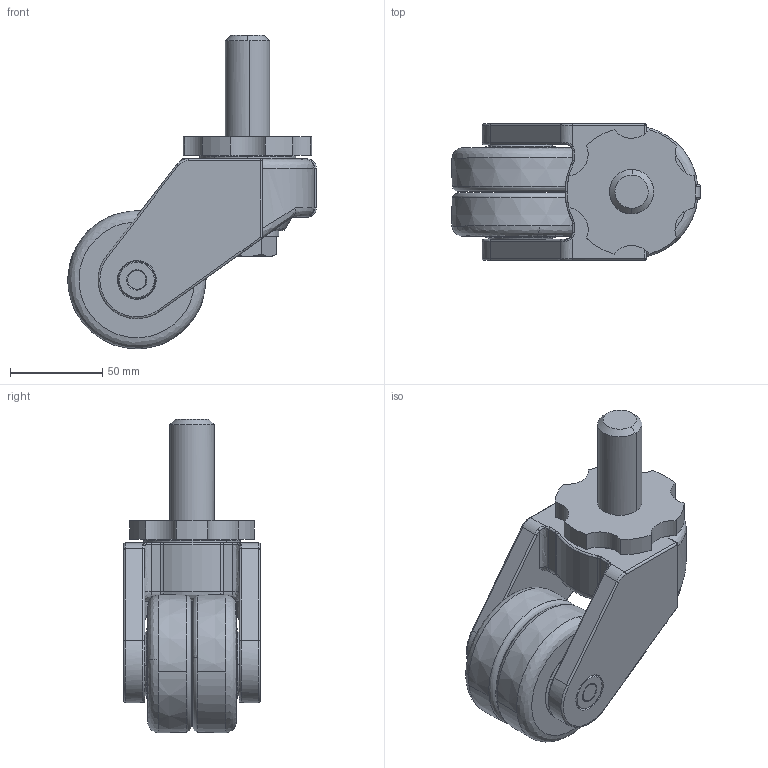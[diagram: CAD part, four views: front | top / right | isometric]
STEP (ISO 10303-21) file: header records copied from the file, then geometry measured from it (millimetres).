
FILE_DESCRIPTION((''),'2;1');
FILE_NAME('','2005-12-15T16:45:02',(''),(''),'','CADfix','');
FILE_SCHEMA(('AUTOMOTIVE_DESIGN'));
Length unit declared in the file: millimetre
Products named in the file (5): wheel; main shaft; body; axle; No_306X_N_24109_36
Assembly tree (4 placements, depth 2):
  No_306X_N_24109_36
    wheel
    main shaft
    body
    axle
Bounding box: 134.8 x 73.9 x 169.79 mm (x, y, z)
Volume: 513743 mm3; surface area: 88756.2 mm2
Topology: 4 solids, 4 shells, 246 faces, 708 edges, 488 vertices
Faces by surface type: bspline 246
Entity records: 10246 total; most frequent: CARTESIAN_POINT 6409, ORIENTED_EDGE 1416, EDGE_CURVE 708, VERTEX_POINT 488, EDGE_LOOP 272, FACE_OUTER_BOUND 246, ADVANCED_FACE 246, QUASI_UNIFORM_CURVE 182
